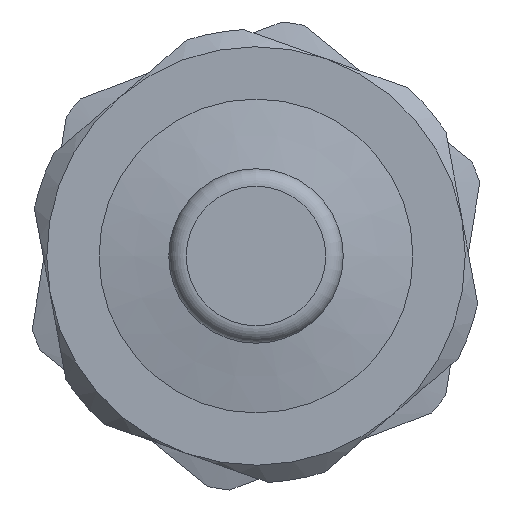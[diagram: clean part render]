
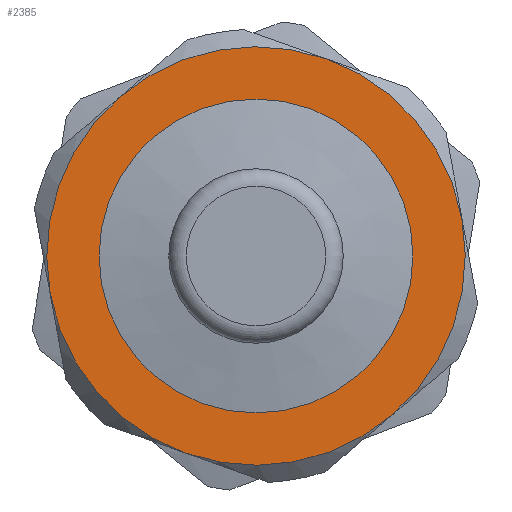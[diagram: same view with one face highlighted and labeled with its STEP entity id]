
A CAD part, left-side view. The second image highlights one B-rep face of the part: STEP entity #2385.
In plain terms, the highlighted planar face has unit normal (-1, 0, 0).
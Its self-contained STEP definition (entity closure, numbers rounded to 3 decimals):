
#1047=CARTESIAN_POINT('',(20.0,4.5,0.0));
#1048=VERTEX_POINT('',#1047);
#1049=CARTESIAN_POINT('',(20.0,0.0,0.0));
#1050=DIRECTION('',(1.0,0.0,0.0));
#1051=DIRECTION('',(0.0,1.0,0.0));
#1052=AXIS2_PLACEMENT_3D('',#1049,#1050,#1051);
#1053=CIRCLE('',#1052,4.5);
#1054=EDGE_CURVE('',#1048,#1048,#1053,.T.);
#1518=CARTESIAN_POINT('',(20.0,-2.009,5.653));
#1519=VERTEX_POINT('',#1518);
#1925=CARTESIAN_POINT('',(20.0,-5.901,1.086));
#1926=VERTEX_POINT('',#1925);
#1940=CARTESIAN_POINT('',(20.0,-3.891,-4.567));
#1941=VERTEX_POINT('',#1940);
#1942=CARTESIAN_POINT('',(20.0,0.0,0.0));
#1943=DIRECTION('',(-1.0,0.0,0.0));
#1944=DIRECTION('',(0.0,-0.335,0.942));
#1945=AXIS2_PLACEMENT_3D('',#1942,#1943,#1944);
#1946=CIRCLE('',#1945,6.);
#1947=EDGE_CURVE('',#1941,#1926,#1946,.T.);
#1986=CARTESIAN_POINT('',(20.0,0.0,0.0));
#1987=DIRECTION('',(-1.0,0.0,0.0));
#1988=DIRECTION('',(0.0,-0.335,0.942));
#1989=AXIS2_PLACEMENT_3D('',#1986,#1987,#1988);
#1990=CIRCLE('',#1989,6.);
#1991=EDGE_CURVE('',#1926,#1519,#1990,.T.);
#2014=CARTESIAN_POINT('',(20.0,2.009,-5.653));
#2015=VERTEX_POINT('',#2014);
#2016=CARTESIAN_POINT('',(20.0,0.0,0.0));
#2017=DIRECTION('',(-1.0,0.0,0.0));
#2018=DIRECTION('',(0.0,-0.335,0.942));
#2019=AXIS2_PLACEMENT_3D('',#2016,#2017,#2018);
#2020=CIRCLE('',#2019,6.);
#2021=EDGE_CURVE('',#2015,#1941,#2020,.T.);
#2058=CARTESIAN_POINT('',(20.0,5.901,-1.086));
#2059=VERTEX_POINT('',#2058);
#2060=CARTESIAN_POINT('',(20.0,0.0,0.0));
#2061=DIRECTION('',(-1.0,0.0,0.0));
#2062=DIRECTION('',(0.0,-0.335,0.942));
#2063=AXIS2_PLACEMENT_3D('',#2060,#2061,#2062);
#2064=CIRCLE('',#2063,6.);
#2065=EDGE_CURVE('',#2059,#2015,#2064,.T.);
#2102=CARTESIAN_POINT('',(20.0,3.891,4.567));
#2103=VERTEX_POINT('',#2102);
#2104=CARTESIAN_POINT('',(20.0,0.0,0.0));
#2105=DIRECTION('',(-1.0,0.0,0.0));
#2106=DIRECTION('',(0.0,-0.335,0.942));
#2107=AXIS2_PLACEMENT_3D('',#2104,#2105,#2106);
#2108=CIRCLE('',#2107,6.);
#2109=EDGE_CURVE('',#2103,#2059,#2108,.T.);
#2146=CARTESIAN_POINT('',(20.0,0.0,0.0));
#2147=DIRECTION('',(-1.0,0.0,0.0));
#2148=DIRECTION('',(0.0,-0.335,0.942));
#2149=AXIS2_PLACEMENT_3D('',#2146,#2147,#2148);
#2150=CIRCLE('',#2149,6.);
#2151=EDGE_CURVE('',#1519,#2103,#2150,.T.);
#2369=CARTESIAN_POINT('',(20.0,-1.574,4.429));
#2370=DIRECTION('',(-1.0,0.0,0.0));
#2371=DIRECTION('',(0.0,-0.942,-0.335));
#2372=AXIS2_PLACEMENT_3D('',#2369,#2370,#2371);
#2373=PLANE('',#2372);
#2374=ORIENTED_EDGE('',*,*,#2151,.T.);
#2375=ORIENTED_EDGE('',*,*,#2109,.T.);
#2376=ORIENTED_EDGE('',*,*,#2065,.T.);
#2377=ORIENTED_EDGE('',*,*,#2021,.T.);
#2378=ORIENTED_EDGE('',*,*,#1947,.T.);
#2379=ORIENTED_EDGE('',*,*,#1991,.T.);
#2380=EDGE_LOOP('',(#2374,#2375,#2376,#2377,#2378,#2379));
#2381=FACE_OUTER_BOUND('',#2380,.T.);
#2382=ORIENTED_EDGE('',*,*,#1054,.T.);
#2383=EDGE_LOOP('',(#2382));
#2384=FACE_BOUND('',#2383,.T.);
#2385=ADVANCED_FACE('',(#2381,#2384),#2373,.T.);
